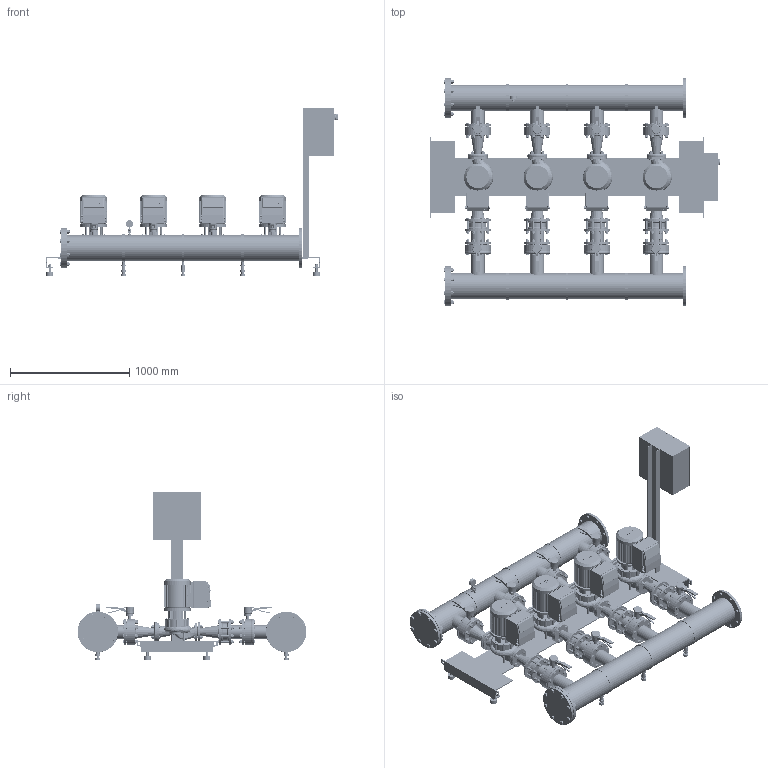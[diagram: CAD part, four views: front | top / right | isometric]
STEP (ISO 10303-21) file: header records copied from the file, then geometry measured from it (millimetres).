
FILE_DESCRIPTION((''),'2;1');
FILE_NAME('3d_SiFlux-31-IP-E50_150-4_2-SC-10-T4-4189226.stp','2015-07-31T10:22:34',(''),(''),'Mechanical Desktop 2009','Mechanical Desktop 2009',', , ');
FILE_SCHEMA(('CONFIG_CONTROL_DESIGN'));
Length unit declared in the file: millimetre
Products named in the file (1): Product
Bounding box: 2450 x 1922 x 1409 mm (x, y, z)
Volume: 389508762 mm3; surface area: 21410161.4 mm2
Topology: 496 solids, 496 shells, 11692 faces, 27333 edges, 16941 vertices
Faces by surface type: bspline 4443, plane 3415, cylinder 2047, cone 1487, torus 224, sphere 76
Full cylindrical faces by diameter (mm): 15 x8, 229.1 x6
Entity records: 387821 total; most frequent: CARTESIAN_POINT 143689, ORIENTED_EDGE 54446, DIRECTION 46470, EDGE_CURVE 27223, AXIS2_PLACEMENT_3D 17741, VERTEX_POINT 16924, EDGE_LOOP 13103, FACE_OUTER_BOUND 11692
